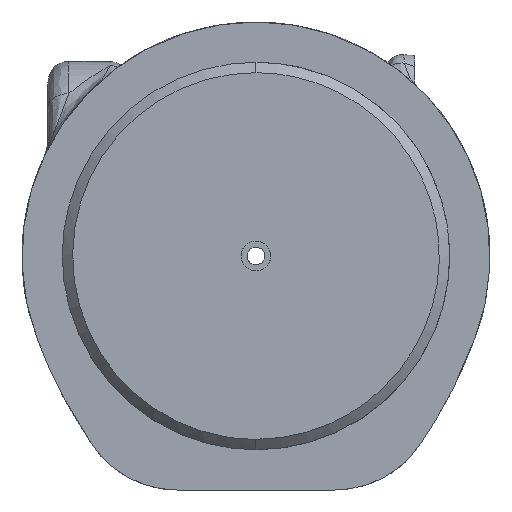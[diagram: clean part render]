
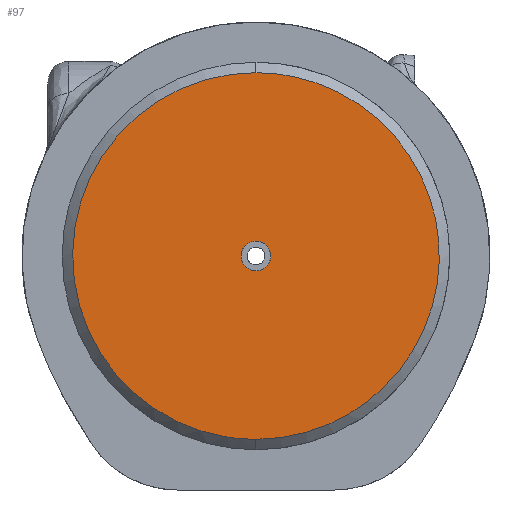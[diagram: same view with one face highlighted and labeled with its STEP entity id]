
A CAD part, front view. The second image highlights one B-rep face of the part: STEP entity #97.
In plain terms, the highlighted planar face has unit normal (0, -1, 0).
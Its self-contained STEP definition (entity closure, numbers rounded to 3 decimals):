
#20=FACE_BOUND('',#399,.T.);
#97=ADVANCED_FACE('',(#245,#20),#2320,.T.);
#245=FACE_OUTER_BOUND('',#398,.T.);
#398=EDGE_LOOP('',(#867,#868));
#399=EDGE_LOOP('',(#869,#870));
#867=ORIENTED_EDGE('',*,*,#1627,.T.);
#868=ORIENTED_EDGE('',*,*,#1649,.T.);
#869=ORIENTED_EDGE('',*,*,#1632,.T.);
#870=ORIENTED_EDGE('',*,*,#1604,.T.);
#1604=EDGE_CURVE('',#2221,#2220,#1748,.T.);
#1627=EDGE_CURVE('',#2215,#2297,#1757,.T.);
#1632=EDGE_CURVE('',#2220,#2221,#1762,.T.);
#1649=EDGE_CURVE('',#2297,#2215,#1771,.T.);
#1748=(
BOUNDED_CURVE()
B_SPLINE_CURVE(2,(#6309,#6310,#6311),.UNSPECIFIED.,.F.,.F.)
B_SPLINE_CURVE_WITH_KNOTS((3,3),(-4.477,0.),.UNSPECIFIED.)
CURVE()
GEOMETRIC_REPRESENTATION_ITEM()
RATIONAL_B_SPLINE_CURVE((1.,0.707,1.))
REPRESENTATION_ITEM('')
);
#1757=(
BOUNDED_CURVE()
B_SPLINE_CURVE(2,(#6372,#6373,#6374,#6375,#6376,#6377,#6378),
 .UNSPECIFIED.,.F.,.F.)
B_SPLINE_CURVE_WITH_KNOTS((3,2,2,3),(-221.482,-179.954,
-138.426,-110.741),.UNSPECIFIED.)
CURVE()
GEOMETRIC_REPRESENTATION_ITEM()
RATIONAL_B_SPLINE_CURVE((1.,0.831,1.,0.831,1.,0.923,
1.))
REPRESENTATION_ITEM('')
);
#1762=(
BOUNDED_CURVE()
B_SPLINE_CURVE(2,(#6405,#6406,#6407,#6408,#6409,#6410,#6411),
 .UNSPECIFIED.,.F.,.F.)
B_SPLINE_CURVE_WITH_KNOTS((3,2,2,3),(-8.954,-4.477,
0.,4.477),.UNSPECIFIED.)
CURVE()
GEOMETRIC_REPRESENTATION_ITEM()
RATIONAL_B_SPLINE_CURVE((1.,0.707,1.,0.707,1.,0.707,
1.))
REPRESENTATION_ITEM('')
);
#1771=(
BOUNDED_CURVE()
B_SPLINE_CURVE(2,(#6502,#6503,#6504,#6505,#6506,#6507,#6508),
 .UNSPECIFIED.,.F.,.F.)
B_SPLINE_CURVE_WITH_KNOTS((3,2,2,3),(-110.741,-96.898,
-55.371,0.),.UNSPECIFIED.)
CURVE()
GEOMETRIC_REPRESENTATION_ITEM()
RATIONAL_B_SPLINE_CURVE((1.,0.981,1.,0.831,1.,0.707,
1.))
REPRESENTATION_ITEM('')
);
#2215=VERTEX_POINT('',#4538);
#2220=VERTEX_POINT('',#4543);
#2221=VERTEX_POINT('',#4544);
#2297=VERTEX_POINT('',#4620);
#2320=PLANE('',#2488);
#2488=AXIS2_PLACEMENT_3D('',#3766,#2535,$);
#2535=DIRECTION('',(0.,-1.,0.));
#3766=CARTESIAN_POINT('',(-35.955,-10.,35.955));
#4538=CARTESIAN_POINT('',(0.,-10.,35.25));
#4543=CARTESIAN_POINT('',(-2.85,-10.,0.));
#4544=CARTESIAN_POINT('',(0.,-10.,-2.85));
#4620=CARTESIAN_POINT('',(0.,-10.,-35.25));
#6309=CARTESIAN_POINT('',(0.,-10.,-2.85));
#6310=CARTESIAN_POINT('',(-2.85,-10.,-2.85));
#6311=CARTESIAN_POINT('',(-2.85,-10.,0.));
#6372=CARTESIAN_POINT('',(0.,-10.,35.25));
#6373=CARTESIAN_POINT('',(-23.553,-10.,35.25));
#6374=CARTESIAN_POINT('',(-32.567,-10.,13.49));
#6375=CARTESIAN_POINT('',(-41.58,-10.,-8.271));
#6376=CARTESIAN_POINT('',(-24.926,-10.,-24.926));
#6377=CARTESIAN_POINT('',(-14.525,-10.,-35.326));
#6378=CARTESIAN_POINT('',(0.,-10.,-35.25));
#6405=CARTESIAN_POINT('',(-2.85,-10.,0.));
#6406=CARTESIAN_POINT('',(-2.85,-10.,2.85));
#6407=CARTESIAN_POINT('',(0.,-10.,2.85));
#6408=CARTESIAN_POINT('',(2.85,-10.,2.85));
#6409=CARTESIAN_POINT('',(2.85,-10.,0.));
#6410=CARTESIAN_POINT('',(2.85,-10.,-2.85));
#6411=CARTESIAN_POINT('',(0.,-10.,-2.85));
#6502=CARTESIAN_POINT('',(0.,-10.,-35.25));
#6503=CARTESIAN_POINT('',(7.1,-10.,-35.214));
#6504=CARTESIAN_POINT('',(13.49,-10.,-32.567));
#6505=CARTESIAN_POINT('',(35.25,-10.,-23.553));
#6506=CARTESIAN_POINT('',(35.25,-10.,0.));
#6507=CARTESIAN_POINT('',(35.25,-10.,35.25));
#6508=CARTESIAN_POINT('',(0.,-10.,35.25));
